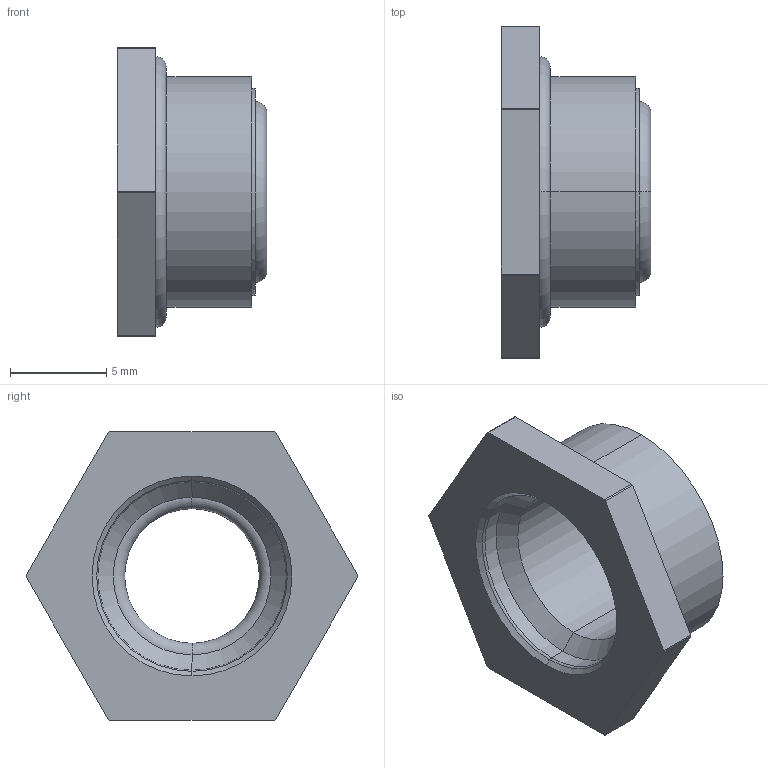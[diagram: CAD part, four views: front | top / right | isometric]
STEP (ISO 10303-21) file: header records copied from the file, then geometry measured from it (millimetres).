
FILE_DESCRIPTION (( 'STEP AP214' ), '1' );
FILE_NAME ('Inside Nut.STEP', '2021-10-19T08:22:41', ( '' ), ( '' ), 'SwSTEP 2.0', 'SolidWorks 2020', '' );
FILE_SCHEMA (( 'AUTOMOTIVE_DESIGN' ));
Length unit declared in the file: millimetre
Products named in the file (1): Inside Nut
Bounding box: 7.8 x 17.27 x 15 mm (x, y, z)
Volume: 589.5 mm3; surface area: 899 mm2
Topology: 1 solids, 2 shells, 47 faces, 105 edges, 64 vertices
Faces by surface type: plane 18, torus 13, cylinder 12, cone 4
Entity records: 1414 total; most frequent: DIRECTION 254, CARTESIAN_POINT 217, ORIENTED_EDGE 210, EDGE_CURVE 105, AXIS2_PLACEMENT_3D 101, VERTEX_POINT 64, CIRCLE 53, EDGE_LOOP 53
